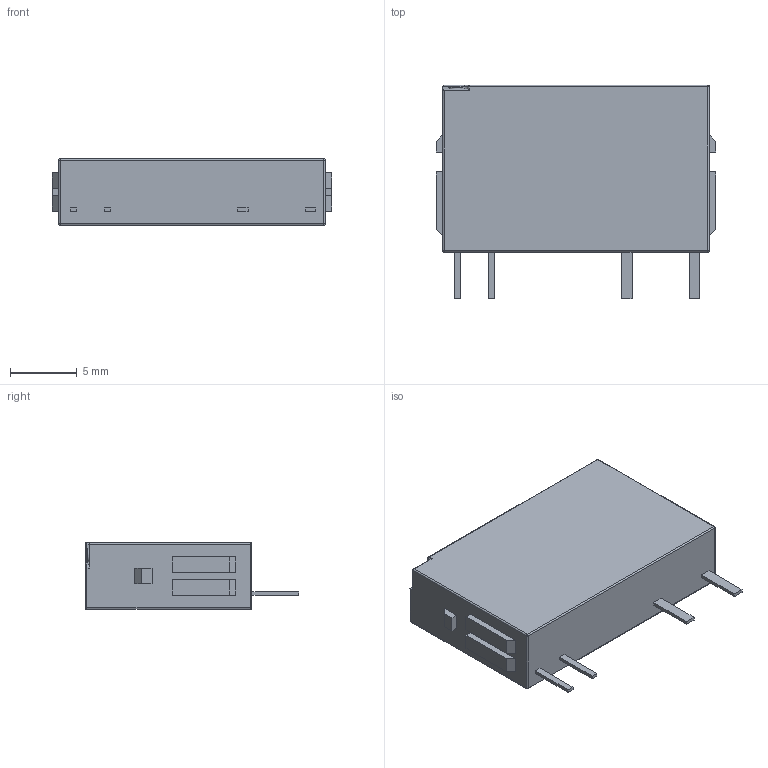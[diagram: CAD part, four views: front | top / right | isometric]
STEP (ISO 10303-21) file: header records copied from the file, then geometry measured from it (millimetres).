
FILE_DESCRIPTION (( 'STEP AP214' ), '1' );
FILE_NAME ('User Library-Relay PA1A.STEP', '2019-05-05T17:52:13', ( '' ), ( '' ), 'SwSTEP 2.0', 'SolidWorks 2019', '' );
FILE_SCHEMA (( 'AUTOMOTIVE_DESIGN' ));
Length unit declared in the file: millimetre
Products named in the file (1): User Library-Relay PA1A
Bounding box: 21 x 16 x 5 mm (x, y, z)
Volume: 1262 mm3; surface area: 870.3 mm2
Topology: 1 solids, 1 shells, 96 faces, 224 edges, 133 vertices
Faces by surface type: plane 64, cylinder 23, sphere 8, torus 1
Entity records: 3699 total; most frequent: CARTESIAN_POINT 467, DIRECTION 436, ORIENTED_EDGE 432, EDGE_CURVE 216, VECTOR 176, LINE 176, VERTEX_POINT 133, AXIS2_PLACEMENT_3D 130
